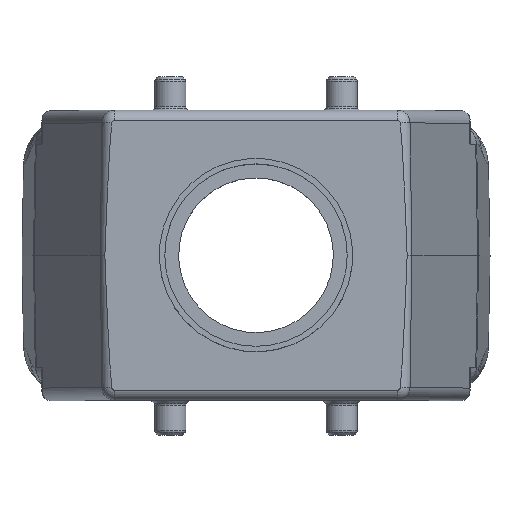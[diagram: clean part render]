
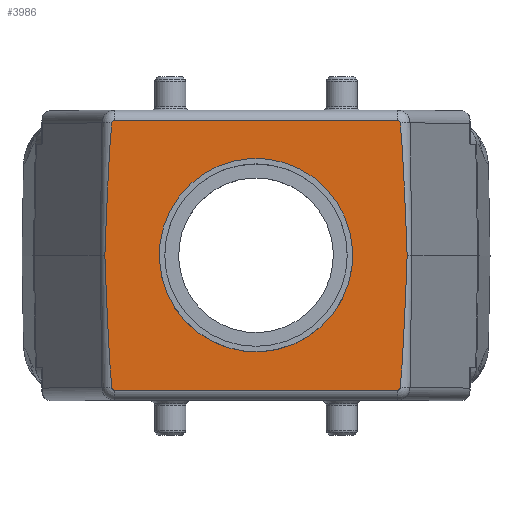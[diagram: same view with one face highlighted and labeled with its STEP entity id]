
A CAD part, top view. The second image highlights one B-rep face of the part: STEP entity #3986.
In plain terms, the highlighted planar face has unit normal (0, 0, 1).
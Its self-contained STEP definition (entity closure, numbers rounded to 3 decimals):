
#3297=FACE_BOUND('',#5145,.T.);
#3298=FACE_BOUND('',#5146,.T.);
#3986=ADVANCED_FACE('',(#3297,#3298),#4219,.T.);
#4219=PLANE('',#15585);
#5145=EDGE_LOOP('',(#7406));
#5146=EDGE_LOOP('',(#7407,#7408,#7409,#7410,#7411,#7412,#7413,#7414,#7415,
#7416));
#7406=ORIENTED_EDGE('',*,*,#9371,.T.);
#7407=ORIENTED_EDGE('',*,*,#8292,.F.);
#7408=ORIENTED_EDGE('',*,*,#8298,.F.);
#7409=ORIENTED_EDGE('',*,*,#8304,.F.);
#7410=ORIENTED_EDGE('',*,*,#8310,.F.);
#7411=ORIENTED_EDGE('',*,*,#8312,.F.);
#7412=ORIENTED_EDGE('',*,*,#8306,.F.);
#7413=ORIENTED_EDGE('',*,*,#8300,.F.);
#7414=ORIENTED_EDGE('',*,*,#8294,.F.);
#7415=ORIENTED_EDGE('',*,*,#8288,.F.);
#7416=ORIENTED_EDGE('',*,*,#8285,.F.);
#7557=VERTEX_POINT('',#19992);
#7559=VERTEX_POINT('',#19995);
#7561=VERTEX_POINT('',#20001);
#7563=VERTEX_POINT('',#20007);
#7565=VERTEX_POINT('',#20013);
#7567=VERTEX_POINT('',#20019);
#7569=VERTEX_POINT('',#20025);
#7571=VERTEX_POINT('',#20031);
#7573=VERTEX_POINT('',#20037);
#7575=VERTEX_POINT('',#20043);
#8234=VERTEX_POINT('',#25842);
#8285=EDGE_CURVE('',#7557,#7559,#11943,.T.);
#8288=EDGE_CURVE('',#7559,#7561,#10161,.T.);
#8292=EDGE_CURVE('',#7563,#7557,#10165,.T.);
#8294=EDGE_CURVE('',#7561,#7565,#10052,.T.);
#8298=EDGE_CURVE('',#7567,#7563,#10055,.T.);
#8300=EDGE_CURVE('',#7565,#7569,#10056,.T.);
#8304=EDGE_CURVE('',#7571,#7567,#10057,.T.);
#8306=EDGE_CURVE('',#7569,#7573,#10169,.T.);
#8310=EDGE_CURVE('',#7575,#7571,#10173,.T.);
#8312=EDGE_CURVE('',#7573,#7575,#11949,.T.);
#9371=EDGE_CURVE('',#8234,#8234,#10431,.T.);
#10052=ELLIPSE('',#14874,114.608,2.);
#10055=ELLIPSE('',#14878,114.608,2.);
#10056=ELLIPSE('',#14880,114.608,2.);
#10057=ELLIPSE('',#14884,114.608,2.);
#10161=CIRCLE('',#14866,0.407);
#10165=CIRCLE('',#14871,0.407);
#10169=CIRCLE('',#14886,0.407);
#10173=CIRCLE('',#14891,0.407);
#10431=CIRCLE('',#15584,15.);
#11943=LINE('',#19994,#12606);
#11949=LINE('',#20048,#12612);
#12606=VECTOR('',#15899,1.);
#12612=VECTOR('',#15965,1.);
#14866=AXIS2_PLACEMENT_3D('',#20000,#15905,#15906);
#14871=AXIS2_PLACEMENT_3D('',#20009,#15915,#15916);
#14874=AXIS2_PLACEMENT_3D('',#20012,#15921,#15922);
#14878=AXIS2_PLACEMENT_3D('',#20021,#15930,#15931);
#14880=AXIS2_PLACEMENT_3D('',#20024,#15935,#15936);
#14884=AXIS2_PLACEMENT_3D('',#20033,#15944,#15945);
#14886=AXIS2_PLACEMENT_3D('',#20036,#15949,#15950);
#14891=AXIS2_PLACEMENT_3D('',#20045,#15959,#15960);
#15584=AXIS2_PLACEMENT_3D('',#25841,#17860,#17861);
#15585=AXIS2_PLACEMENT_3D('',#25843,#17862,#17863);
#15899=DIRECTION('',(-1.,0.,0.));
#15905=DIRECTION('',(0.,0.,-1.));
#15906=DIRECTION('',(1.,0.,0.));
#15915=DIRECTION('',(0.,0.,-1.));
#15916=DIRECTION('',(1.,0.,0.));
#15921=DIRECTION('',(0.,0.,-1.));
#15922=DIRECTION('',(0.013,-1.,0.));
#15930=DIRECTION('',(0.,0.,-1.));
#15931=DIRECTION('',(-0.013,-1.,0.));
#15935=DIRECTION('',(0.,0.,-1.));
#15936=DIRECTION('',(-0.013,-1.,0.));
#15944=DIRECTION('',(0.,0.,-1.));
#15945=DIRECTION('',(0.013,-1.,0.));
#15949=DIRECTION('',(0.,0.,-1.));
#15950=DIRECTION('',(1.,0.,0.));
#15959=DIRECTION('',(0.,0.,-1.));
#15960=DIRECTION('',(1.,0.,0.));
#15965=DIRECTION('',(1.,0.,0.));
#17860=DIRECTION('',(0.,0.,-1.));
#17861=DIRECTION('',(-0.92,-0.392,0.));
#17862=DIRECTION('',(0.,0.,1.));
#17863=DIRECTION('',(1.,0.,0.));
#19992=CARTESIAN_POINT('',(21.973,-20.907,62.45));
#19994=CARTESIAN_POINT('',(-23.782,-20.907,62.45));
#19995=CARTESIAN_POINT('',(-21.973,-20.907,62.45));
#20000=CARTESIAN_POINT('',(-21.973,-20.5,62.45));
#20001=CARTESIAN_POINT('',(-22.378,-20.54,62.45));
#20007=CARTESIAN_POINT('',(22.378,-20.54,62.45));
#20009=CARTESIAN_POINT('',(21.973,-20.5,62.45));
#20012=CARTESIAN_POINT('',(-23.475,91.681,62.45));
#20013=CARTESIAN_POINT('',(-23.448,0.,62.45));
#20019=CARTESIAN_POINT('',(23.448,0.,62.45));
#20021=CARTESIAN_POINT('',(23.475,91.681,62.45));
#20024=CARTESIAN_POINT('',(-23.475,-91.681,62.45));
#20025=CARTESIAN_POINT('',(-22.378,20.54,62.45));
#20031=CARTESIAN_POINT('',(22.378,20.54,62.45));
#20033=CARTESIAN_POINT('',(23.475,-91.681,62.45));
#20036=CARTESIAN_POINT('',(-21.973,20.5,62.45));
#20037=CARTESIAN_POINT('',(-21.973,20.907,62.45));
#20043=CARTESIAN_POINT('',(21.973,20.907,62.45));
#20045=CARTESIAN_POINT('',(21.973,20.5,62.45));
#20048=CARTESIAN_POINT('',(-29.552,20.907,62.45));
#25841=CARTESIAN_POINT('',(0.,0.,62.45));
#25842=CARTESIAN_POINT('',(-13.798,-5.883,62.45));
#25843=CARTESIAN_POINT('',(-40.,-40.,62.45));
